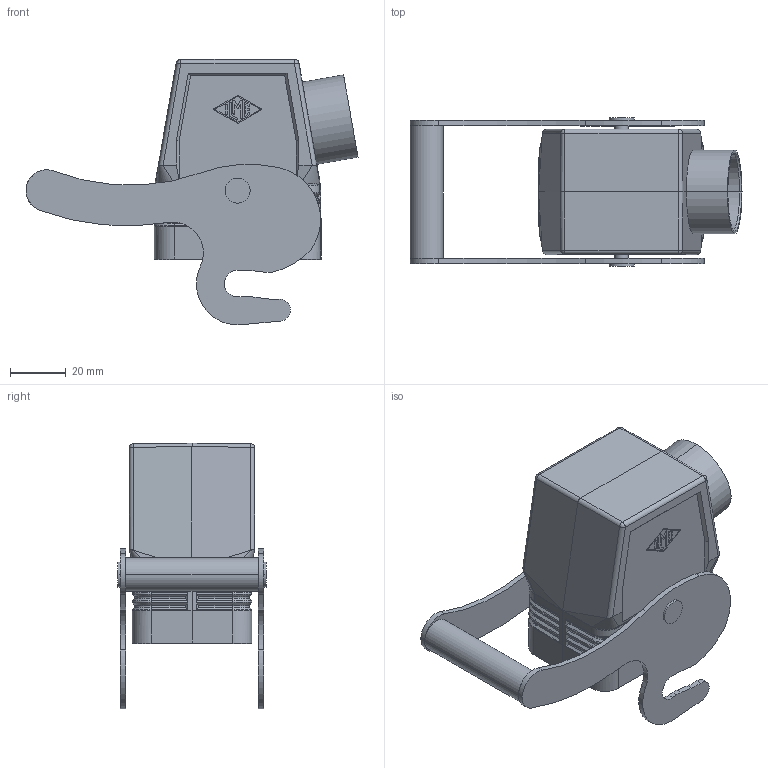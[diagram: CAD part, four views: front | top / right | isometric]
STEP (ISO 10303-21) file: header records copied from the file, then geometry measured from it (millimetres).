
FILE_DESCRIPTION(('Creo Elements/Direct Modeling STEP Export'),'2;1');
FILE_NAME('0ln7tug4iv4jgca2144','2018-05-30T 9:14:04',(''),(''),'PTC Creo Elements/Direct Modeling STEP processor for AP214 (Solid Model)','PTC Creo Elements/Direct Modeling 19.0E 27-Jun-2016 (C) Parametric Technology GmbH','');
FILE_SCHEMA(('AUTOMOTIVE_DESIGN { 1 0 10303 214 1 1 1 1 }'));
Length unit declared in the file: millimetre
Products named in the file (2): CAO_06_YX21
Assembly tree (1 placements, depth 2):
  CAO_06_YX21
    CAO_06_YX21
Bounding box: 119.24 x 53.2 x 95.36 mm (x, y, z)
Volume: 78078.1 mm3; surface area: 45819.7 mm2
Topology: 1 solids, 1 shells, 445 faces, 1111 edges, 670 vertices
Faces by surface type: plane 175, cylinder 148, bspline 116, sphere 4, cone 2
Entity records: 22987 total; most frequent: CARTESIAN_POINT 13473, ORIENTED_EDGE 2202, DIRECTION 1687, EDGE_CURVE 1099, VERTEX_POINT 670, AXIS2_PLACEMENT_3D 574, VECTOR 539, LINE 539
